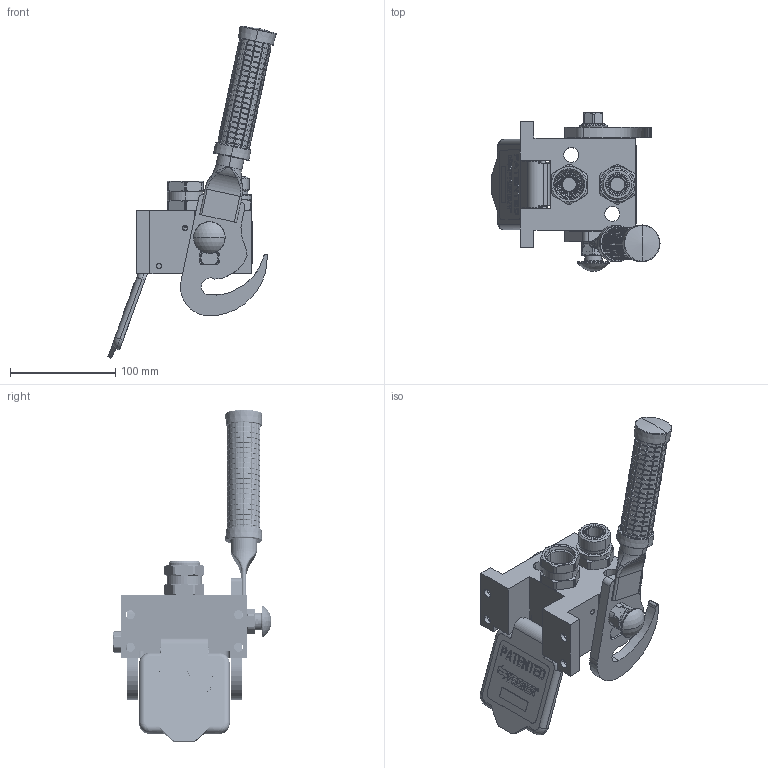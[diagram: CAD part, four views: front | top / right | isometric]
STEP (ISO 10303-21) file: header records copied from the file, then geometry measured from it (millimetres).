
FILE_DESCRIPTION (( 'STEP AP214' ), '1' );
FILE_NAME ('FASTER.step', '2024-04-17T14:17:41', ( '' ), ( '' ), 'SwSTEP 2.0', 'SolidWorks 2017', '' );
FILE_SCHEMA (( 'AUTOMOTIVE_DESIGN' ));
Length unit declared in the file: millimetre
Products named in the file (34): 4142_072_1000_300; 4820_024_1001_021; 4830_025_1000_000; A_2ffnb1211_34sf; or1_5x7_m; FASTER; 4820_024_1002_000_ASM; 0048_042_0412_000; 1540_080_0012_000; A_2ffnb12-34s_f; 2ffnb1211_34sf; 4340_014_0000_000; P208_F_BASE; 2ffnb12-34s_f; 4820_001_0001_004; curs_molla_12; 4830_025_2000_000; 4830_001_0005_300; 4830_070_0000_001; 4820_024_1002_011; sicura_p5; 4820_024_1002_020; 4820_020_1000_021; 4820_024_1002_000; 4820_001_0004_000; or2x18; 4820_024_1001_020; 4830_001_0005_301; 4850_024_0000_012; 4830_025_0000_001; 4830_022_0000_011; et012
Assembly tree (35 placements, depth 4):
  FASTER
    P208_F_BASE
      4820_020_1000_021
      4830_001_0005_301
      4830_001_0005_300
      4820_001_0001_004
      4820_001_0004_000
    A_2ffnb12-34s_f
      curs_molla_12
        4340_014_0000_000
        4142_072_1000_300
      2ffnb12-34s_f
        2ffnb12-34s_f
    A_2ffnb1211_34sf
      curs_molla_12
        4340_014_0000_000
        4142_072_1000_300
      2ffnb1211_34sf
        2ffnb1211_34sf
    4820_024_1002_000
      4820_024_1002_000_ASM
        4820_024_1002_020
        4820_024_1001_021
        4820_024_1002_011
      sicura_p5
        4830_025_0000_001
        or1_5x7_m
        0048_042_0412_000
      4830_070_0000_001
      4830_022_0000_011
      4830_025_1000_000
      4830_025_2000_000
      4850_024_0000_012
      4820_024_1001_020
      1540_080_0012_000
      or2x18  x2
    et012
Bounding box: 159.85 x 150.83 x 315.76 mm (x, y, z)
Volume: 179555.1 mm3; surface area: 244126.7 mm2
Topology: 29 solids, 53 shells, 4318 faces, 11482 edges, 7335 vertices
Faces by surface type: plane 1776, cylinder 1565, torus 442, cone 263, bspline 230, sphere 42
Entity records: 193428 total; most frequent: CARTESIAN_POINT 87060, ORIENTED_EDGE 22405, DIRECTION 18622, EDGE_CURVE 11317, VERTEX_POINT 7257, LINE 6276, VECTOR 6276, AXIS2_PLACEMENT_3D 6173
